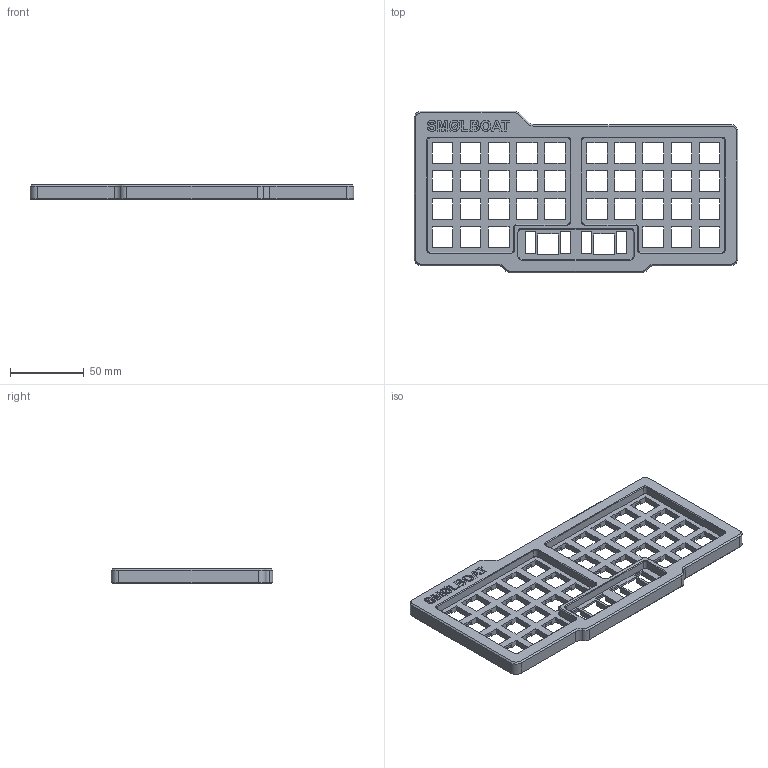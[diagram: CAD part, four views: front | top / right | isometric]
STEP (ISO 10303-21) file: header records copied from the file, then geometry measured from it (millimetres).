
FILE_DESCRIPTION(/* description */ (''),/* implementation_level */ '2;1');
FILE_NAME(/* name */ 'Smolboat Orthopie Top.step',/* time_stamp */ '2023-12-21T18:49:06-08:00',/* author */ (''),/* organization */ (''),/* preprocessor_version */ 'ST-DEVELOPER v20',/* originating_system */ 'Autodesk Translation Framework v12.14.0.127',/* authorisation */ '');
FILE_SCHEMA (('AUTOMOTIVE_DESIGN { 1 0 10303 214 3 1 1 }'));
Length unit declared in the file: millimetre
Products named in the file (1): Smolboat Orthopie Top
Bounding box: 219.53 x 109.46 x 10 mm (x, y, z)
Volume: 96314.9 mm3; surface area: 49636.8 mm2
Topology: 1 solids, 1 shells, 768 faces, 2170 edges, 1424 vertices
Faces by surface type: plane 611, bspline 87, cone 36, cylinder 34
Full cylindrical faces by diameter (mm): 3 x8
Entity records: 25405 total; most frequent: CARTESIAN_POINT 5842, ORIENTED_EDGE 4340, DIRECTION 3464, EDGE_CURVE 2170, LINE 1892, VECTOR 1892, VERTEX_POINT 1424, EDGE_LOOP 872
